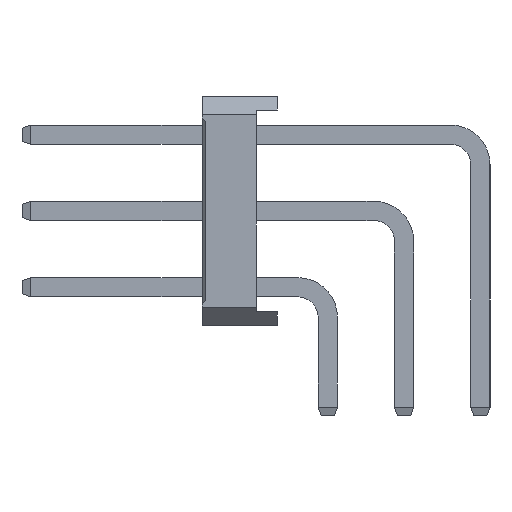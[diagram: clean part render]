
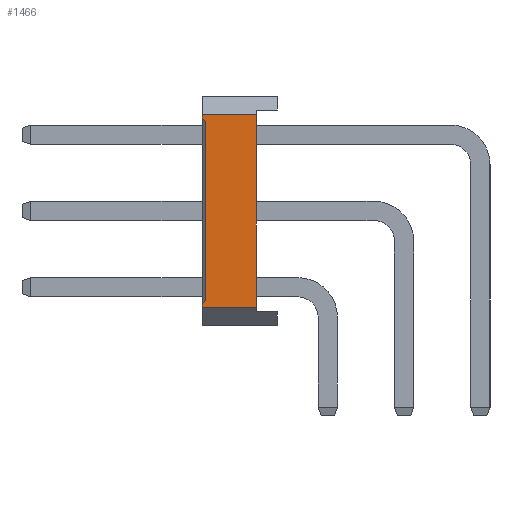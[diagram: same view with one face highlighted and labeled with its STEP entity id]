
A CAD part, left-side view. The second image highlights one B-rep face of the part: STEP entity #1466.
In plain terms, the highlighted planar face has unit normal (-1, 0, 0).
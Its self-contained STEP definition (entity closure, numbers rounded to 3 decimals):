
#1466=ADVANCED_FACE('',(#16073),#16075,.T.);
#16073=FACE_BOUND('',#16074,.T.);
#16074=EDGE_LOOP('',(#27947,#27948,#27949,#27950,#27951,#27952,#27953,#27954));
#16075=PLANE('',#16076);
#16076=AXIS2_PLACEMENT_3D('',#16077,#16078,#16079);
#16077=CARTESIAN_POINT('',(-1.27,1.68,0.6));
#16078=DIRECTION('',(-1.,0.,0.));
#16079=DIRECTION('',(0.,0.,1.));
#27947=ORIENTED_EDGE('',*,*,#35592,.F.);
#27948=ORIENTED_EDGE('',*,*,#35593,.T.);
#27949=ORIENTED_EDGE('',*,*,#35594,.F.);
#27950=ORIENTED_EDGE('',*,*,#34743,.F.);
#27951=ORIENTED_EDGE('',*,*,#35595,.F.);
#27952=ORIENTED_EDGE('',*,*,#34322,.T.);
#27953=ORIENTED_EDGE('',*,*,#35591,.T.);
#27954=ORIENTED_EDGE('',*,*,#34747,.F.);
#34322=EDGE_CURVE('',#38304,#38302,#38305,.T.);
#34743=EDGE_CURVE('',#39144,#39146,#39147,.T.);
#34747=EDGE_CURVE('',#39152,#39154,#39155,.T.);
#35591=EDGE_CURVE('',#38302,#39154,#40685,.T.);
#35592=EDGE_CURVE('',#40686,#39152,#40687,.F.);
#35593=EDGE_CURVE('',#40686,#40688,#40689,.T.);
#35594=EDGE_CURVE('',#39146,#40688,#40690,.F.);
#35595=EDGE_CURVE('',#38304,#39144,#40691,.T.);
#38302=VERTEX_POINT('',#44776);
#38304=VERTEX_POINT('',#44780);
#38305=LINE('',#44781,#44782);
#39144=VERTEX_POINT('',#46460);
#39146=VERTEX_POINT('',#46464);
#39147=LINE('',#46465,#46466);
#39152=VERTEX_POINT('',#46476);
#39154=VERTEX_POINT('',#46480);
#39155=LINE('',#46481,#46482);
#40685=LINE('',#49775,#49776);
#40686=VERTEX_POINT('',#49778);
#40687=LINE('',#49779,#49780);
#40688=VERTEX_POINT('',#49782);
#40689=LINE('',#49783,#49784);
#40690=LINE('',#49786,#49787);
#40691=LINE('',#49789,#49790);
#44776=CARTESIAN_POINT('',(-1.27,2.38,7.02));
#44780=CARTESIAN_POINT('',(-1.27,2.38,0.6));
#44781=CARTESIAN_POINT('',(-1.27,2.38,0.6));
#44782=VECTOR('',#44783,1.);
#44783=DIRECTION('',(0.,0.,1.));
#46460=CARTESIAN_POINT('',(-1.27,4.18,0.6));
#46464=CARTESIAN_POINT('',(-1.27,4.18,0.72));
#46465=CARTESIAN_POINT('',(-1.27,4.18,0.6));
#46466=VECTOR('',#46467,1.);
#46467=DIRECTION('',(0.,0.,1.));
#46476=CARTESIAN_POINT('',(-1.27,4.18,6.9));
#46480=CARTESIAN_POINT('',(-1.27,4.18,7.02));
#46481=CARTESIAN_POINT('',(-1.27,4.18,6.9));
#46482=VECTOR('',#46483,1.);
#46483=DIRECTION('',(0.,0.,1.));
#49775=CARTESIAN_POINT('',(-1.27,2.38,7.02));
#49776=VECTOR('',#49777,1.);
#49777=DIRECTION('',(0.,1.,0.));
#49778=CARTESIAN_POINT('',(-1.27,4.08,6.8));
#49779=CARTESIAN_POINT('',(-1.27,4.18,6.9));
#49780=VECTOR('',#49781,1.);
#49781=DIRECTION('',(0.,-0.707,-0.707));
#49782=CARTESIAN_POINT('',(-1.27,4.08,0.82));
#49783=CARTESIAN_POINT('',(-1.27,4.08,6.8));
#49784=VECTOR('',#49785,1.);
#49785=DIRECTION('',(0.,0.,-1.));
#49786=CARTESIAN_POINT('',(-1.27,4.08,0.82));
#49787=VECTOR('',#49788,1.);
#49788=DIRECTION('',(0.,0.707,-0.707));
#49789=CARTESIAN_POINT('',(-1.27,2.38,0.6));
#49790=VECTOR('',#49791,1.);
#49791=DIRECTION('',(0.,1.,0.));
